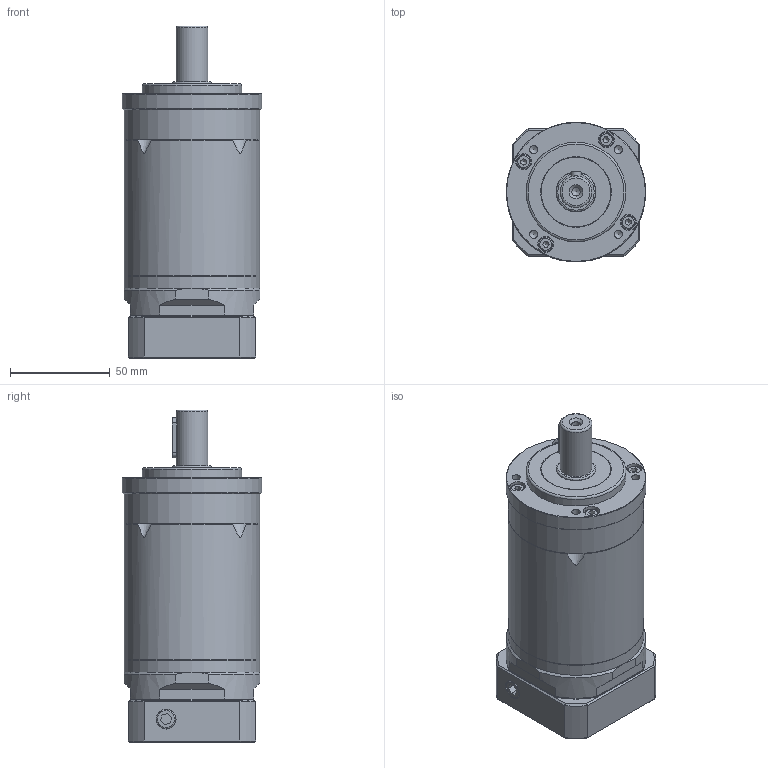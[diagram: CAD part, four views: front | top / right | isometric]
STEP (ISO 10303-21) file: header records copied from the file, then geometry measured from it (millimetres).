
FILE_DESCRIPTION((''),'2;1');
FILE_NAME('KFE-70-2.stp','2012-02-15T14:25:38',('young'),(''),'Autodesk Inventor 2012','Autodesk Inventor 2012','');
FILE_SCHEMA(('AUTOMOTIVE_DESIGN { 1 0 10303 214 1 1 1 1 }'));
Length unit declared in the file: millimetre
Products named in the file (1): KFE-70-2
Bounding box: 70 x 70 x 166.5 mm (x, y, z)
Volume: 464601.1 mm3; surface area: 95060 mm2
Topology: 21 solids, 21 shells, 516 faces, 1156 edges, 724 vertices
Faces by surface type: plane 268, cylinder 119, cone 108, torus 19, bspline 2
Full cylindrical faces by diameter (mm): 3.3 x9, 4 x5, 4.2 x13, 4.5 x9, 5 x4, 5.5 x4, 7 x5, 8 x8, 8.5 x4, 9 x4, 9.5 x2, 14.2 x1, 16 x1, 17 x1, 19.8 x2, 20 x3, 26 x1, 35 x4, 42 x1, 50 x4, 52 x1, 68 x3, 70 x1
Entity records: 13685 total; most frequent: CARTESIAN_POINT 2854, DIRECTION 2341, ORIENTED_EDGE 1870, AXIS2_PLACEMENT_3D 959, EDGE_CURVE 935, EDGE_LOOP 767, VERTEX_POINT 674, FACE_OUTER_BOUND 516
